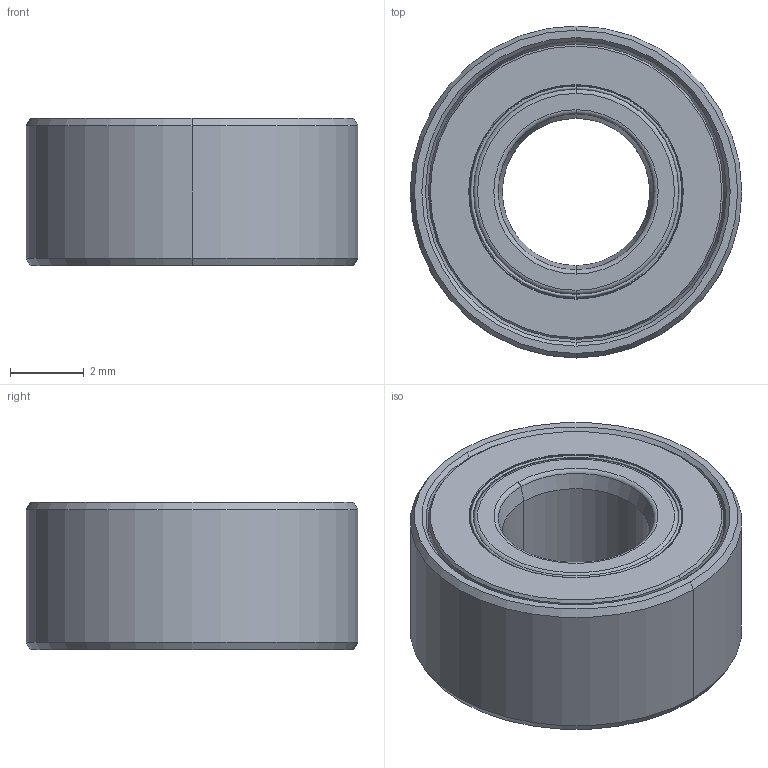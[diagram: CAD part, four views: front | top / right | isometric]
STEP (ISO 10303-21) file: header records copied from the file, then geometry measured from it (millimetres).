
FILE_DESCRIPTION (( 'STEP AP203' ), '1' );
FILE_NAME ('4668K337_Permanently Lubricated Stainless Steel Ball Bearing.STEP', '2023-07-11T14:34:08', ( 'Administrator' ), ( 'Managed by Terraform' ), 'SwSTEP 2.0', 'SolidWorks 2017', '' );
FILE_SCHEMA (( 'CONFIG_CONTROL_DESIGN' ));
Length unit declared in the file: millimetre
Products named in the file (1): 4668K337_Permanently Lubricated Stainless Steel Ball Bearing
Bounding box: 9 x 9 x 4 mm (x, y, z)
Volume: 164.4 mm3; surface area: 692.5 mm2
Topology: 13 solids, 13 shells, 95 faces, 214 edges, 128 vertices
Faces by surface type: cylinder 26, torus 22, cone 22, sphere 16, plane 9
Entity records: 2439 total; most frequent: DIRECTION 492, CARTESIAN_POINT 374, ORIENTED_EDGE 348, AXIS2_PLACEMENT_3D 222, EDGE_CURVE 174, CIRCLE 126, VERTEX_POINT 104, EDGE_LOOP 104
